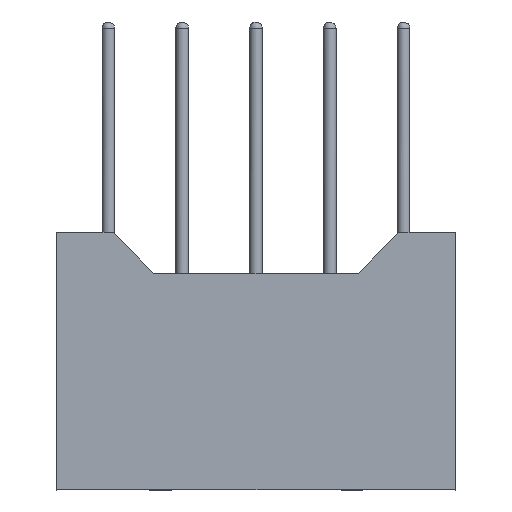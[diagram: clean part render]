
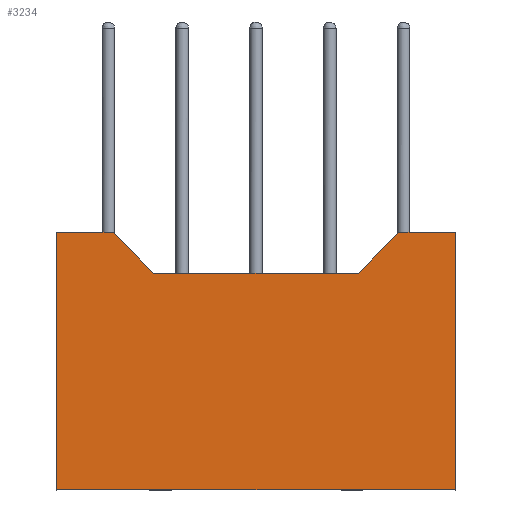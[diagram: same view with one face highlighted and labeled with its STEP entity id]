
A CAD part, front view. The second image highlights one B-rep face of the part: STEP entity #3234.
In plain terms, the highlighted free-form (B-spline) face has degree [1, 1] with [2, 2] control points.
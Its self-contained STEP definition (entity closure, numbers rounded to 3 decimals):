
#3124 = VERTEX_POINT('',#3125);
#3125 = CARTESIAN_POINT('',(3.332,0.,7.417));
#3130 = EDGE_CURVE('',#3131,#3124,#3133,.T.);
#3131 = VERTEX_POINT('',#3132);
#3132 = CARTESIAN_POINT('',(10.319,0.,7.417));
#3133 = B_SPLINE_CURVE_WITH_KNOTS('',1,(#3134,#3135),.UNSPECIFIED.,.F.,
  .F.,(2,2),(-4.8,1.7),.PIECEWISE_BEZIER_KNOTS.);
#3134 = CARTESIAN_POINT('',(10.319,0.,7.417));
#3135 = CARTESIAN_POINT('',(3.332,0.,7.417));
#3196 = VERTEX_POINT('',#3197);
#3197 = CARTESIAN_POINT('',(1.935,0.,8.814));
#3202 = EDGE_CURVE('',#3124,#3196,#3203,.T.);
#3203 = B_SPLINE_CURVE_WITH_KNOTS('',1,(#3204,#3205),.UNSPECIFIED.,.F.,
  .F.,(2,2),(1.344,3.182),.PIECEWISE_BEZIER_KNOTS.);
#3204 = CARTESIAN_POINT('',(3.332,0.,7.417));
#3205 = CARTESIAN_POINT('',(1.935,0.,8.814));
#3218 = EDGE_CURVE('',#3219,#3131,#3221,.T.);
#3219 = VERTEX_POINT('',#3220);
#3220 = CARTESIAN_POINT('',(11.716,0.,8.814));
#3221 = B_SPLINE_CURVE_WITH_KNOTS('',1,(#3222,#3223),.UNSPECIFIED.,.F.,
  .F.,(2,2),(-6.753,-4.914),.PIECEWISE_BEZIER_KNOTS.);
#3222 = CARTESIAN_POINT('',(11.716,0.,8.814));
#3223 = CARTESIAN_POINT('',(10.319,0.,7.417));
#3234 = ADVANCED_FACE('',(#3235),#3273,.T.);
#3235 = FACE_BOUND('',#3236,.T.);
#3236 = EDGE_LOOP('',(#3237,#3238,#3239,#3240,#3247,#3254,#3261,#3268));
#3237 = ORIENTED_EDGE('',*,*,#3218,.T.);
#3238 = ORIENTED_EDGE('',*,*,#3130,.T.);
#3239 = ORIENTED_EDGE('',*,*,#3202,.T.);
#3240 = ORIENTED_EDGE('',*,*,#3241,.F.);
#3241 = EDGE_CURVE('',#3242,#3196,#3244,.T.);
#3242 = VERTEX_POINT('',#3243);
#3243 = CARTESIAN_POINT('',(0.,0.,8.814));
#3244 = B_SPLINE_CURVE_WITH_KNOTS('',1,(#3245,#3246),.UNSPECIFIED.,.F.,
  .F.,(2,2),(0.,1.8),.PIECEWISE_BEZIER_KNOTS.);
#3245 = CARTESIAN_POINT('',(0.,0.,8.814));
#3246 = CARTESIAN_POINT('',(1.935,0.,8.814));
#3247 = ORIENTED_EDGE('',*,*,#3248,.F.);
#3248 = EDGE_CURVE('',#3249,#3242,#3251,.T.);
#3249 = VERTEX_POINT('',#3250);
#3250 = CARTESIAN_POINT('',(0.,0.,0.));
#3251 = B_SPLINE_CURVE_WITH_KNOTS('',1,(#3252,#3253),.UNSPECIFIED.,.F.,
  .F.,(2,2),(0.,8.2),.PIECEWISE_BEZIER_KNOTS.);
#3252 = CARTESIAN_POINT('',(0.,0.,0.));
#3253 = CARTESIAN_POINT('',(0.,0.,8.814));
#3254 = ORIENTED_EDGE('',*,*,#3255,.T.);
#3255 = EDGE_CURVE('',#3249,#3256,#3258,.T.);
#3256 = VERTEX_POINT('',#3257);
#3257 = CARTESIAN_POINT('',(13.651,0.,0.));
#3258 = B_SPLINE_CURVE_WITH_KNOTS('',1,(#3259,#3260),.UNSPECIFIED.,.F.,
  .F.,(2,2),(0.,12.7),.PIECEWISE_BEZIER_KNOTS.);
#3259 = CARTESIAN_POINT('',(0.,0.,0.));
#3260 = CARTESIAN_POINT('',(13.651,0.,0.));
#3261 = ORIENTED_EDGE('',*,*,#3262,.T.);
#3262 = EDGE_CURVE('',#3256,#3263,#3265,.T.);
#3263 = VERTEX_POINT('',#3264);
#3264 = CARTESIAN_POINT('',(13.651,0.,8.814));
#3265 = B_SPLINE_CURVE_WITH_KNOTS('',1,(#3266,#3267),.UNSPECIFIED.,.F.,
  .F.,(2,2),(0.,8.2),.PIECEWISE_BEZIER_KNOTS.);
#3266 = CARTESIAN_POINT('',(13.651,0.,0.));
#3267 = CARTESIAN_POINT('',(13.651,0.,8.814));
#3268 = ORIENTED_EDGE('',*,*,#3269,.F.);
#3269 = EDGE_CURVE('',#3219,#3263,#3270,.T.);
#3270 = B_SPLINE_CURVE_WITH_KNOTS('',1,(#3271,#3272),.UNSPECIFIED.,.F.,
  .F.,(2,2),(10.9,12.7),.PIECEWISE_BEZIER_KNOTS.);
#3271 = CARTESIAN_POINT('',(11.716,0.,8.814));
#3272 = CARTESIAN_POINT('',(13.651,0.,8.814));
#3273 = B_SPLINE_SURFACE_WITH_KNOTS('',1,1,(
    (#3274,#3275)
    ,(#3276,#3277
    )),.UNSPECIFIED.,.F.,.F.,.F.,(2,2),(2,2),(0.,12.7),(0.,8.2),
  .PIECEWISE_BEZIER_KNOTS.);
#3274 = CARTESIAN_POINT('',(0.,0.,0.));
#3275 = CARTESIAN_POINT('',(0.,0.,8.814));
#3276 = CARTESIAN_POINT('',(13.651,0.,0.));
#3277 = CARTESIAN_POINT('',(13.651,0.,8.814));
